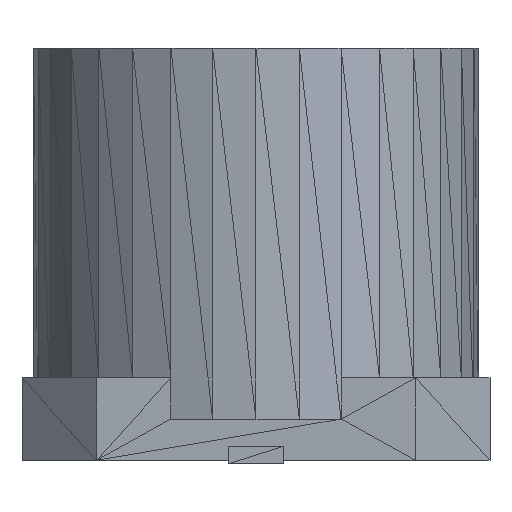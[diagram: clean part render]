
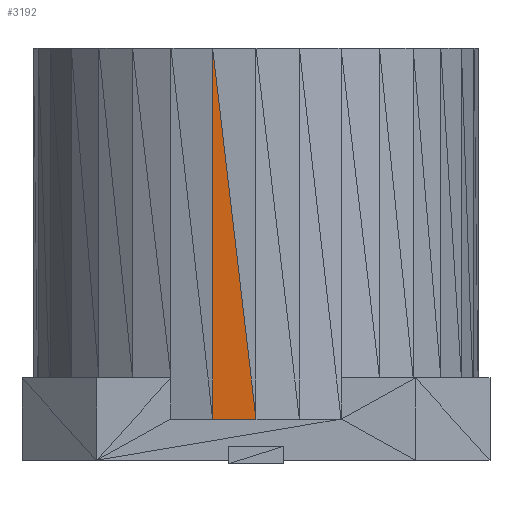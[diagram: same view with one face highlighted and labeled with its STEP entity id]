
A CAD part, left-side view. The second image highlights one B-rep face of the part: STEP entity #3192.
In plain terms, the highlighted planar face has unit normal (-0.995, 0.098, 0).
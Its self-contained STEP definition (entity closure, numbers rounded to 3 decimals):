
#3192=ADVANCED_FACE('',(#3193),#3219,.F.);
#3193=FACE_OUTER_BOUND('',#3194,.T.);
#3194=EDGE_LOOP('',(#3195,#3197,#3199));
#3195=ORIENTED_EDGE('',*,*,#3196,.T.);
#3196=EDGE_CURVE('',#3201,#3203,#3205,.T.);
#3197=ORIENTED_EDGE('',*,*,#3198,.T.);
#3198=EDGE_CURVE('',#3203,#3209,#3211,.T.);
#3199=ORIENTED_EDGE('',*,*,#3200,.T.);
#3200=EDGE_CURVE('',#3209,#3201,#3215,.T.);
#3201=VERTEX_POINT('',#3202);
#3202=CARTESIAN_POINT('',(-3.171,0.631,6.045));
#3203=VERTEX_POINT('',#3204);
#3204=CARTESIAN_POINT('',(-3.233,0.0,0.65));
#3205=LINE('',#3206,#3207);
#3206=CARTESIAN_POINT('',(-3.171,0.631,6.045));
#3207=VECTOR('',#3208,1.0);
#3208=DIRECTION('',(0.011,0.116,0.993));
#3209=VERTEX_POINT('',#3210);
#3210=CARTESIAN_POINT('',(-3.171,0.631,0.65));
#3211=LINE('',#3212,#3213);
#3212=CARTESIAN_POINT('',(-3.233,0.0,0.65));
#3213=VECTOR('',#3214,1.0);
#3214=DIRECTION('',(-0.098,-0.995,0.0));
#3215=LINE('',#3216,#3217);
#3216=CARTESIAN_POINT('',(-3.171,0.631,0.65));
#3217=VECTOR('',#3218,1.0);
#3218=DIRECTION('',(0.0,0.0,-1.0));
#3219=PLANE('',#3220);
#3220=AXIS2_PLACEMENT_3D('',#3221,#3222,#3223);
#3221=CARTESIAN_POINT('',(-3.233,0.0,0.65));
#3222=DIRECTION('',(0.995,-0.098,0.0));
#3223=DIRECTION('',(0.0,0.0,1.0));
